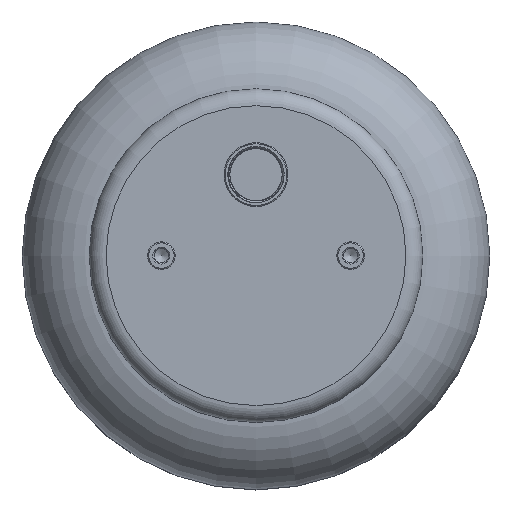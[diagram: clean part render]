
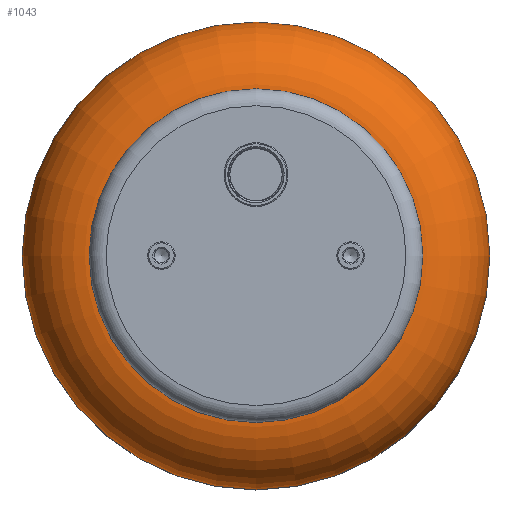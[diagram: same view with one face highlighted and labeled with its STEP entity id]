
A CAD part, top view. The second image highlights one B-rep face of the part: STEP entity #1043.
In plain terms, the highlighted toroidal (fillet/blend) face has major radius 75 mm and minor radius 35 mm.
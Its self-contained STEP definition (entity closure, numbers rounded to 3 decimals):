
#900=TOROIDAL_SURFACE('',#2499,75.,35.);
#1043=ADVANCED_FACE('',(#1307,#1308),#900,.T.);
#1307=FACE_BOUND('',#1613,.T.);
#1308=FACE_BOUND('',#1614,.T.);
#1613=EDGE_LOOP('',(#1825));
#1614=EDGE_LOOP('',(#1826));
#1825=ORIENTED_EDGE('',*,*,#2245,.F.);
#1826=ORIENTED_EDGE('',*,*,#2246,.T.);
#2031=VERTEX_POINT('',#3476);
#2032=VERTEX_POINT('',#3479);
#2245=EDGE_CURVE('',#2031,#2031,#2361,.T.);
#2246=EDGE_CURVE('',#2032,#2032,#2362,.T.);
#2361=CIRCLE('',#2496,75.);
#2362=CIRCLE('',#2498,83.281);
#2496=AXIS2_PLACEMENT_3D('',#3475,#2868,#2869);
#2498=AXIS2_PLACEMENT_3D('',#3478,#2872,#2873);
#2499=AXIS2_PLACEMENT_3D('',#3480,#2874,#2875);
#2868=DIRECTION('',(0.,0.,1.));
#2869=DIRECTION('',(-1.,0.,0.));
#2872=DIRECTION('',(0.,0.,1.));
#2873=DIRECTION('',(-1.,0.,0.));
#2874=DIRECTION('',(0.,0.,1.));
#2875=DIRECTION('',(-1.,0.,0.));
#3475=CARTESIAN_POINT('',(0.,0.,180.));
#3476=CARTESIAN_POINT('',(-75.,0.,180.));
#3478=CARTESIAN_POINT('',(0.,0.,110.994));
#3479=CARTESIAN_POINT('',(-83.281,0.,110.994));
#3480=CARTESIAN_POINT('',(0.,0.,145.));
